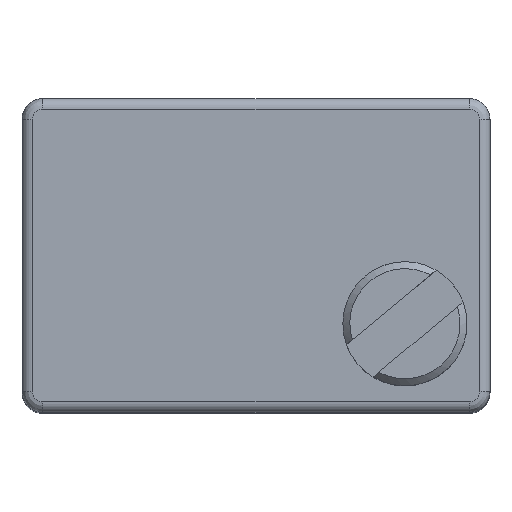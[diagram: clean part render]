
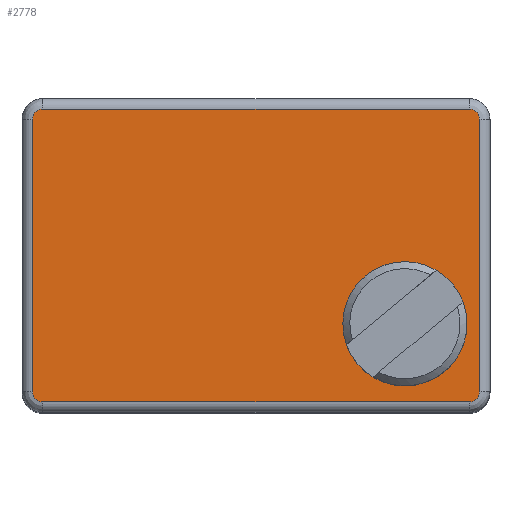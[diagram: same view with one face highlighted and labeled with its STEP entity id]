
A CAD part, top view. The second image highlights one B-rep face of the part: STEP entity #2778.
In plain terms, the highlighted planar face has unit normal (0, 0, 1).
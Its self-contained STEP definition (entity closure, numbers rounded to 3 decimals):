
#164=PLANE('',#2971);
#275=LINE('',#3802,#576);
#277=LINE('',#3822,#578);
#279=LINE('',#3842,#580);
#280=LINE('',#3858,#581);
#576=VECTOR('',#3137,6.11);
#578=VECTOR('',#3149,3.9);
#580=VECTOR('',#3161,6.11);
#581=VECTOR('',#3170,3.9);
#902=FACE_OUTER_BOUND('',#1068,.T.);
#1068=EDGE_LOOP('',(#2000,#2001,#2002,#2003,#2004,#2005,#2006,#2007));
#1230=CIRCLE('',#2946,0.15);
#1236=CIRCLE('',#2953,0.15);
#1240=CIRCLE('',#2958,0.15);
#1244=CIRCLE('',#2963,0.15);
#1270=VERTEX_POINT('',#3790);
#1271=VERTEX_POINT('',#3792);
#1273=VERTEX_POINT('',#3798);
#1275=VERTEX_POINT('',#3812);
#1277=VERTEX_POINT('',#3818);
#1279=VERTEX_POINT('',#3832);
#1281=VERTEX_POINT('',#3838);
#1283=VERTEX_POINT('',#3852);
#1542=EDGE_CURVE('',#1270,#1271,#1230,.T.);
#1547=EDGE_CURVE('',#1271,#1273,#275,.T.);
#1550=EDGE_CURVE('',#1273,#1275,#1236,.T.);
#1553=EDGE_CURVE('',#1275,#1277,#277,.T.);
#1556=EDGE_CURVE('',#1277,#1279,#1240,.T.);
#1559=EDGE_CURVE('',#1279,#1281,#279,.T.);
#1562=EDGE_CURVE('',#1281,#1283,#1244,.T.);
#1563=EDGE_CURVE('',#1283,#1270,#280,.T.);
#2000=ORIENTED_EDGE('',*,*,#1559,.F.);
#2001=ORIENTED_EDGE('',*,*,#1556,.F.);
#2002=ORIENTED_EDGE('',*,*,#1553,.F.);
#2003=ORIENTED_EDGE('',*,*,#1550,.F.);
#2004=ORIENTED_EDGE('',*,*,#1547,.F.);
#2005=ORIENTED_EDGE('',*,*,#1542,.F.);
#2006=ORIENTED_EDGE('',*,*,#1563,.F.);
#2007=ORIENTED_EDGE('',*,*,#1562,.F.);
#2778=ADVANCED_FACE('',(#902),#164,.T.);
#2946=AXIS2_PLACEMENT_3D('',#3793,#3126,#3127);
#2953=AXIS2_PLACEMENT_3D('',#3816,#3142,#3143);
#2958=AXIS2_PLACEMENT_3D('',#3836,#3154,#3155);
#2963=AXIS2_PLACEMENT_3D('',#3856,#3166,#3167);
#2971=AXIS2_PLACEMENT_3D('',#3886,#3195,#3196);
#3126=DIRECTION('center_axis',(0.,0.,-1.));
#3127=DIRECTION('ref_axis',(0.707,-0.707,0.));
#3137=DIRECTION('',(-1.,0.,0.));
#3142=DIRECTION('center_axis',(0.,0.,-1.));
#3143=DIRECTION('ref_axis',(-0.707,-0.707,0.));
#3149=DIRECTION('',(0.,1.,0.));
#3154=DIRECTION('center_axis',(0.,0.,-1.));
#3155=DIRECTION('ref_axis',(-0.707,0.707,0.));
#3161=DIRECTION('',(1.,0.,0.));
#3166=DIRECTION('center_axis',(0.,0.,-1.));
#3167=DIRECTION('ref_axis',(0.707,0.707,0.));
#3170=DIRECTION('',(0.,-1.,0.));
#3195=DIRECTION('center_axis',(0.,0.,1.));
#3196=DIRECTION('ref_axis',(1.,0.,0.));
#3790=CARTESIAN_POINT('',(3.205,-1.95,7.75));
#3792=CARTESIAN_POINT('',(3.055,-2.1,7.75));
#3793=CARTESIAN_POINT('Origin',(3.055,-1.95,7.75));
#3798=CARTESIAN_POINT('',(-3.055,-2.1,7.75));
#3802=CARTESIAN_POINT('',(-1.678,-2.1,7.75));
#3812=CARTESIAN_POINT('',(-3.205,-1.95,7.75));
#3816=CARTESIAN_POINT('Origin',(-3.055,-1.95,7.75));
#3818=CARTESIAN_POINT('',(-3.205,1.95,7.75));
#3822=CARTESIAN_POINT('',(-3.205,1.125,7.75));
#3832=CARTESIAN_POINT('',(-3.055,2.1,7.75));
#3836=CARTESIAN_POINT('Origin',(-3.055,1.95,7.75));
#3838=CARTESIAN_POINT('',(3.055,2.1,7.75));
#3842=CARTESIAN_POINT('',(1.678,2.1,7.75));
#3852=CARTESIAN_POINT('',(3.205,1.95,7.75));
#3856=CARTESIAN_POINT('Origin',(3.055,1.95,7.75));
#3858=CARTESIAN_POINT('',(3.205,-1.125,7.75));
#3886=CARTESIAN_POINT('Origin',(0.,0.,
7.75));
